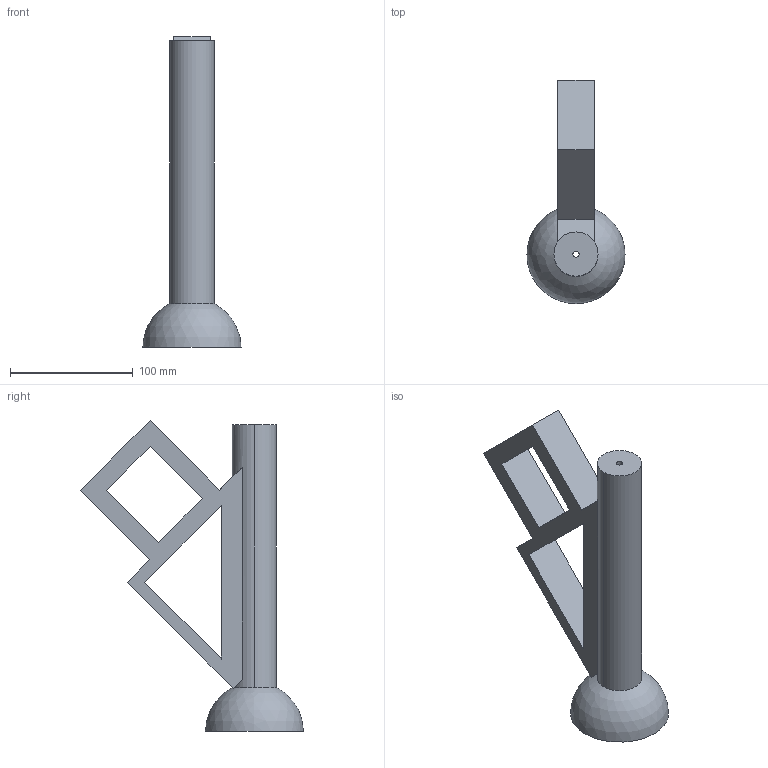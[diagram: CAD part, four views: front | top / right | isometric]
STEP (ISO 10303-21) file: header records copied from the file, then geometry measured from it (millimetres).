
FILE_DESCRIPTION (( 'STEP AP203' ), '1' );
FILE_NAME ('Gun_Default_sldprt.STEP', '2021-06-21T20:04:40', ( '' ), ( '' ), 'SwSTEP 2.0', 'SolidWorks 2018', '' );
FILE_SCHEMA (( 'CONFIG_CONTROL_DESIGN' ));
Length unit declared in the file: millimetre
Products named in the file (1): Gun_Default_sldprt
Bounding box: 80 x 181.7 x 253.18 mm (x, y, z)
Volume: 350236.1 mm3; surface area: 98888.4 mm2
Topology: 1 solids, 1 shells, 31 faces, 79 edges, 52 vertices
Faces by surface type: plane 18, cylinder 10, sphere 3
Entity records: 1049 total; most frequent: CARTESIAN_POINT 203, DIRECTION 159, ORIENTED_EDGE 152, EDGE_CURVE 76, AXIS2_PLACEMENT_3D 54, VERTEX_POINT 52, LINE 51, VECTOR 51
